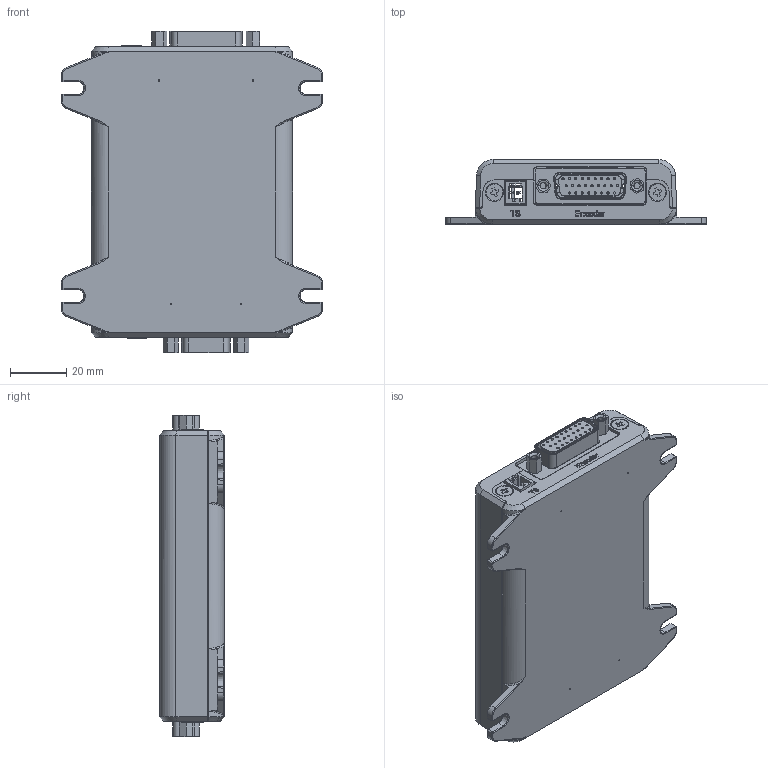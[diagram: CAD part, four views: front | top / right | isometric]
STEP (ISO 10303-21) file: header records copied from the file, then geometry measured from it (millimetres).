
FILE_DESCRIPTION (( 'STEP AP203' ), '1' );
FILE_NAME ('ESC-XX-XXX.STEP', '2020-07-20T01:18:35', ( '' ), ( '' ), 'SwSTEP 2.0', 'SolidWorks 2015', '' );
FILE_SCHEMA (( 'CONFIG_CONTROL_DESIGN' ));
Length unit declared in the file: millimetre
Products named in the file (1): ESC-XX-XXX
Bounding box: 93 x 23 x 114.26 mm (x, y, z)
Surface area: 29298.3 mm2 (no closed solid volume)
Topology: 0 solids, 19 shells, 769 faces, 2547 edges, 1783 vertices
Faces by surface type: plane 351, cylinder 256, bspline 140, cone 22
Entity records: 37952 total; most frequent: CARTESIAN_POINT 17316, ORIENTED_EDGE 4295, DIRECTION 3653, EDGE_CURVE 2538, VERTEX_POINT 1783, LINE 1443, VECTOR 1443, AXIS2_PLACEMENT_3D 1105
